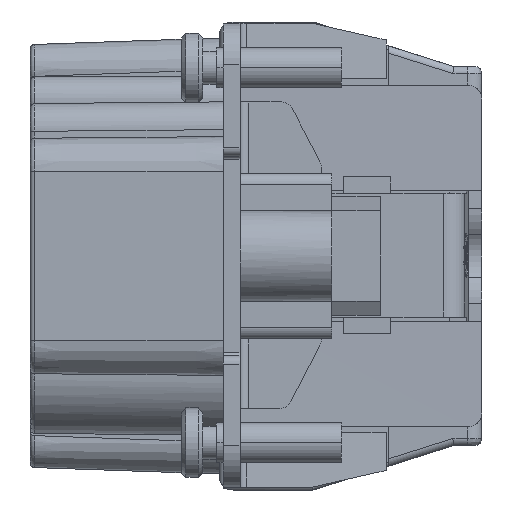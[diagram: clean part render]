
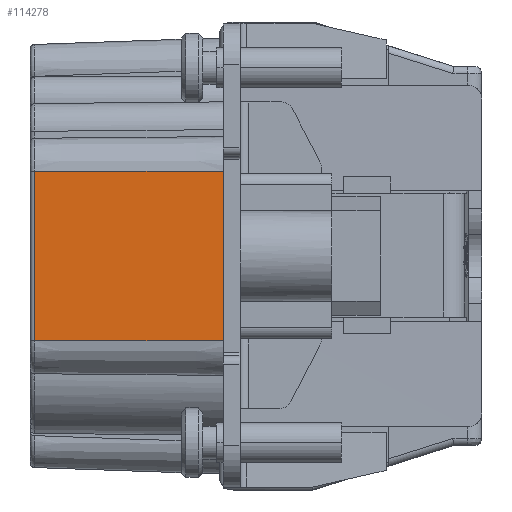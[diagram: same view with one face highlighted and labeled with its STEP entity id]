
A CAD part, left-side view. The second image highlights one B-rep face of the part: STEP entity #114278.
In plain terms, the highlighted planar face has unit normal (-1, 0.009, 0).
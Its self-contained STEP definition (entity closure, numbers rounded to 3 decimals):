
#6863=DIRECTION('',(0.,0.,-1.));
#6864=VECTOR('',#6863,12.2);
#6865=CARTESIAN_POINT('',(-55.28,13.803,6.1));
#6866=LINE('',#6865,#6864);
#34692=DIRECTION('',(-0.009,-1.,0.));
#34693=VECTOR('',#34692,13.603);
#34694=CARTESIAN_POINT('',(-55.28,13.803,
-6.1));
#34695=LINE('',#34694,#34693);
#34696=DIRECTION('',(0.,0.,-1.));
#34697=VECTOR('',#34696,12.2);
#34698=CARTESIAN_POINT('',(-55.398,0.2,6.1));
#34699=LINE('',#34698,#34697);
#34705=DIRECTION('',(0.009,1.,0.));
#34706=VECTOR('',#34705,13.603);
#34707=CARTESIAN_POINT('',(-55.398,0.2,6.1));
#34708=LINE('',#34707,#34706);
#55441=CARTESIAN_POINT('',(-55.28,13.803,-6.1));
#55442=VERTEX_POINT('',#55441);
#55443=CARTESIAN_POINT('',(-55.28,13.803,6.1));
#55444=VERTEX_POINT('',#55443);
#56657=CARTESIAN_POINT('',(-55.398,0.2,6.1));
#56658=CARTESIAN_POINT('',(-55.398,0.2,-6.1));
#56659=VERTEX_POINT('',#56657);
#56660=VERTEX_POINT('',#56658);
#114266=CARTESIAN_POINT('',(-55.4,0.,-9.229));
#114267=DIRECTION('',(-1.,0.009,0.));
#114268=DIRECTION('',(0.,0.,-1.));
#114269=AXIS2_PLACEMENT_3D('',#114266,#114267,#114268);
#114270=PLANE('',#114269);
#114271=ORIENTED_EDGE('',*,*,#75028,.F.);
#114273=ORIENTED_EDGE('',*,*,#114272,.F.);
#114274=ORIENTED_EDGE('',*,*,#76295,.T.);
#114275=ORIENTED_EDGE('',*,*,#114260,.F.);
#114276=EDGE_LOOP('',(#114271,#114273,#114274,#114275));
#114277=FACE_OUTER_BOUND('',#114276,.F.);
#114278=ADVANCED_FACE('',(#114277),#114270,.T.);
#75028=EDGE_CURVE('',#55444,#55442,#6866,.T.);
#76295=EDGE_CURVE('',#56659,#56660,#34699,.T.);
#114260=EDGE_CURVE('',#55442,#56660,#34695,.T.);
#114272=EDGE_CURVE('',#56659,#55444,#34708,.T.);
